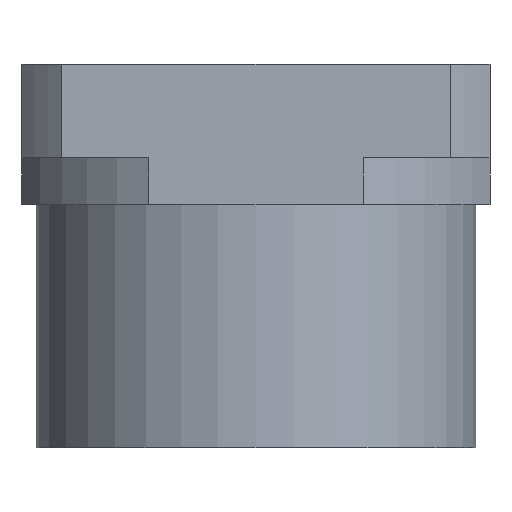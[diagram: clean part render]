
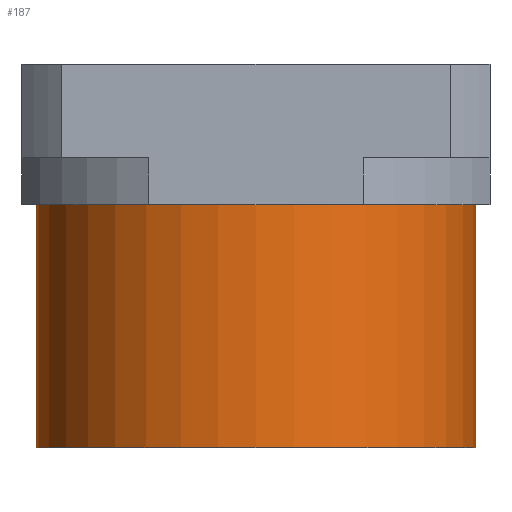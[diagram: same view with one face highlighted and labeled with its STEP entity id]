
A CAD part, front view. The second image highlights one B-rep face of the part: STEP entity #187.
In plain terms, the highlighted cylindrical face has radius 2.35 mm (diameter 4.7 mm), a full revolution.
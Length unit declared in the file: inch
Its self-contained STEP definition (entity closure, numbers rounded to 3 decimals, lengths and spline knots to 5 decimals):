
#118 = CARTESIAN_POINT ( 'NONE',  ( 0., 0., -0.16142 ) ) ;
#187 = ADVANCED_FACE ( 'NONE', ( #239, #1755 ), #1917, .T. ) ;
#239 = FACE_OUTER_BOUND ( 'NONE', #1119, .T. ) ;
#247 = VERTEX_POINT ( 'NONE', #398 ) ;
#398 = CARTESIAN_POINT ( 'NONE',  ( 0.09252, 0., -0.05906 ) ) ;
#418 = AXIS2_PLACEMENT_3D ( 'NONE', #118, #1214, #2161 ) ;
#422 = DIRECTION ( 'NONE',  ( -1., 0., 0. ) ) ;
#556 = CARTESIAN_POINT ( 'NONE',  ( 0., 0., -0.05906 ) ) ;
#568 = CARTESIAN_POINT ( 'NONE',  ( -0.09252, 0., -0.16142 ) ) ;
#577 = CIRCLE ( 'NONE', #418, 0.09252 ) ;
#611 = CIRCLE ( 'NONE', #1555, 0.09252 ) ;
#707 = DIRECTION ( 'NONE',  ( 1., 0., 0. ) ) ;
#769 = DIRECTION ( 'NONE',  ( 0., 0., -1. ) ) ;
#1119 = EDGE_LOOP ( 'NONE', ( #1183 ) ) ;
#1161 = AXIS2_PLACEMENT_3D ( 'NONE', #1178, #769, #422 ) ;
#1178 = CARTESIAN_POINT ( 'NONE',  ( 0., 0., 0.02858 ) ) ;
#1183 = ORIENTED_EDGE ( 'NONE', *, *, #2384, .F. ) ;
#1214 = DIRECTION ( 'NONE',  ( 0., 0., -1. ) ) ;
#1307 = DIRECTION ( 'NONE',  ( 0., 0., 1. ) ) ;
#1374 = EDGE_CURVE ( 'NONE', #2302, #2302, #577, .T. ) ;
#1449 = ORIENTED_EDGE ( 'NONE', *, *, #1374, .F. ) ;
#1555 = AXIS2_PLACEMENT_3D ( 'NONE', #556, #1307, #707 ) ;
#1755 = FACE_OUTER_BOUND ( 'NONE', #2345, .T. ) ;
#1917 = CYLINDRICAL_SURFACE ( 'NONE', #1161, 0.09252 ) ;
#2161 = DIRECTION ( 'NONE',  ( -1., 0., 0. ) ) ;
#2302 = VERTEX_POINT ( 'NONE', #568 ) ;
#2345 = EDGE_LOOP ( 'NONE', ( #1449 ) ) ;
#2384 = EDGE_CURVE ( 'NONE', #247, #247, #611, .T. ) ;
